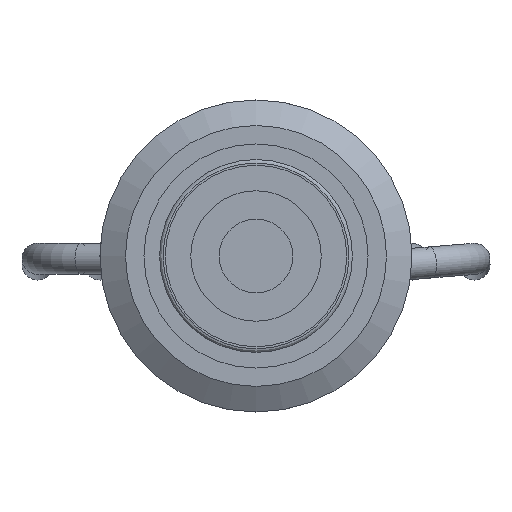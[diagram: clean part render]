
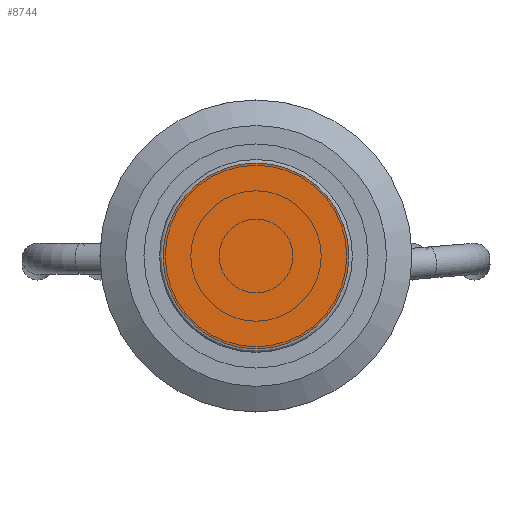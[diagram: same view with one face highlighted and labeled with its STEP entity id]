
A CAD part, top view. The second image highlights one B-rep face of the part: STEP entity #8744.
In plain terms, the highlighted planar face has unit normal (0, 0, 1).
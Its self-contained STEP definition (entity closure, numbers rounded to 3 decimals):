
#505=PLANE('',#9577);
#914=FACE_OUTER_BOUND('',#1447,.T.);
#1447=EDGE_LOOP('',(#7582));
#3358=CIRCLE('',#9578,6.55);
#4157=VERTEX_POINT('',#15390);
#5329=EDGE_CURVE('',#4157,#4157,#3358,.T.);
#7582=ORIENTED_EDGE('',*,*,#5329,.F.);
#8744=ADVANCED_FACE('',(#914),#505,.F.);
#9577=AXIS2_PLACEMENT_3D('',#15389,#11784,#11785);
#9578=AXIS2_PLACEMENT_3D('',#15391,#11786,#11787);
#11784=DIRECTION('center_axis',(0.,0.,
-1.));
#11785=DIRECTION('ref_axis',(1.,0.,0.));
#11786=DIRECTION('center_axis',(0.,0.,
-1.));
#11787=DIRECTION('ref_axis',(1.,0.,0.));
#15389=CARTESIAN_POINT('Origin',(0.,0.,
20.7));
#15390=CARTESIAN_POINT('',(-6.55,0.,20.7));
#15391=CARTESIAN_POINT('Origin',(0.,0.,
20.7));
